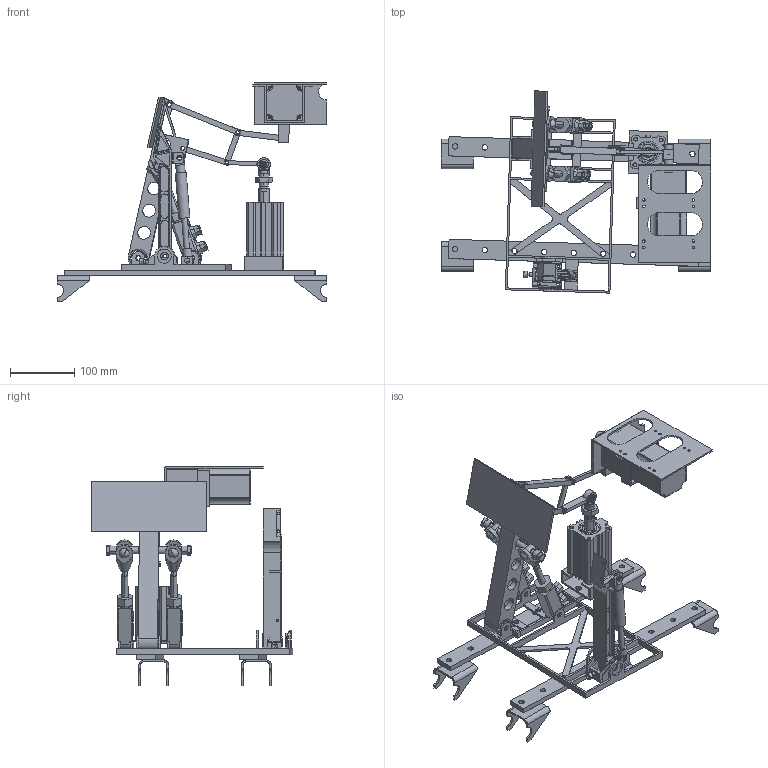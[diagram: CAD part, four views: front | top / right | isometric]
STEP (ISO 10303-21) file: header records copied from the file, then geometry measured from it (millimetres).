
FILE_DESCRIPTION(('CATIA V5 STEP Exchange'),'2;1');
FILE_NAME('2020zd.stp','2020-03-29T10:24:15+00:00',('none'),('none'),'CATIA Version 5 Release 21 GA (IN-10)','CATIA V5 STEP AP203','none');
FILE_SCHEMA(('CONFIG_CONTROL_DESIGN'));
Length unit declared in the file: millimetre
Products named in the file (5): Product1; ZDpinghenggan; Product7; 制动电机部分; Product80
Assembly tree (49 placements, depth 3):
  Product1
    #58  x4
    #968  x2
    #1773
    ZDpinghenggan
      #5975
      #5998
      #6277
      #6654
      #7489
      #7730
      #7899
      #8606
      #9441
      #9818
      #10097
      #12656
    #15228
    #17988
    Product7
      #18329
      #20778
      #25700
      #26922
    #27754
    #28697  x2
    制动电机部分
      #29142
      #29907
      #32895
      #34557
    #36590
    #37363
    #38296
    #38733
    Product80
      #38764
      #40335
      #43668  x2
      #43706
      #44387
      #45265
      #45288
      #45969
Bounding box: 420 x 314.8 x 341.7 mm (x, y, z)
Volume: 1393659.2 mm3; surface area: 524830.4 mm2
Topology: 45 solids, 45 shells, 1604 faces, 4168 edges, 2660 vertices
Faces by surface type: plane 778, cylinder 681, sphere 42, cone 42, torus 36, bspline 22, revolution 3
Entity records: 47367 total; most frequent: CARTESIAN_POINT 11898, ORIENTED_EDGE 7588, DIRECTION 6022, EDGE_CURVE 3794, AXIS2_PLACEMENT_3D 2509, VERTEX_POINT 2456, VECTOR 2250, LINE 2250
